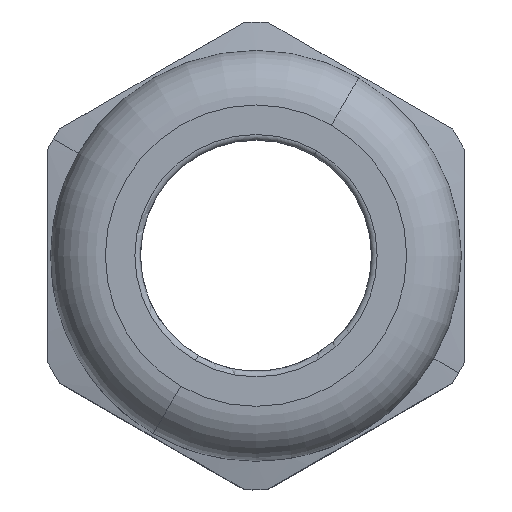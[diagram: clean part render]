
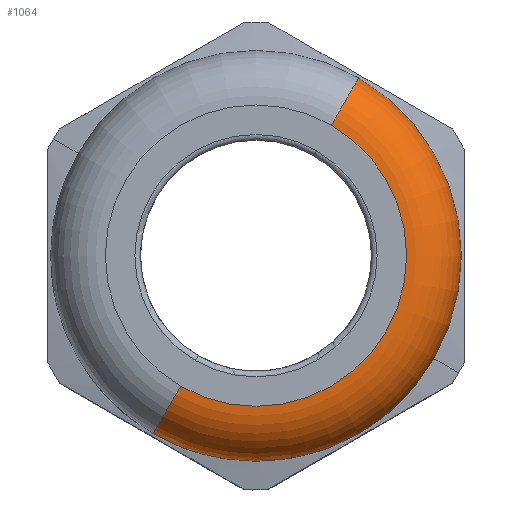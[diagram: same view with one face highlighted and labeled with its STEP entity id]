
A CAD part, top view. The second image highlights one B-rep face of the part: STEP entity #1064.
In plain terms, the highlighted toroidal (fillet/blend) face has major radius 7.96 mm and minor radius 2.89 mm.
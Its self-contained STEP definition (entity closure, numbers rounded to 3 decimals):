
#918=AXIS2_PLACEMENT_3D('Circle Axis2P3D',#916,#917,$) ;
#1028=AXIS2_PLACEMENT_3D('Torus Axis2P3D',#1025,#1026,#1027) ;
#1032=AXIS2_PLACEMENT_3D('Circle Axis2P3D',#1030,#1031,$) ;
#1039=AXIS2_PLACEMENT_3D('Circle Axis2P3D',#1037,#1038,$) ;
#1046=AXIS2_PLACEMENT_3D('Circle Axis2P3D',#1044,#1045,$) ;
#1053=AXIS2_PLACEMENT_3D('Circle Axis2P3D',#1051,#1052,$) ;
#868=CARTESIAN_POINT('Vertex',(20.396,6.935,28.58)) ;
#872=CARTESIAN_POINT('Control Point',(20.396,6.935,28.58)) ;
#873=CARTESIAN_POINT('Control Point',(18.692,3.983,28.58)) ;
#874=CARTESIAN_POINT('Control Point',(15.83,1.696,28.58)) ;
#875=CARTESIAN_POINT('Control Point',(12.149,0.709,28.58)) ;
#876=CARTESIAN_POINT('Control Point',(8.527,1.259,28.58)) ;
#877=CARTESIAN_POINT('Control Point',(5.575,2.964,28.58)) ;
#878=CARTESIAN_POINT('Vertex',(5.575,2.964,28.58)) ;
#913=CARTESIAN_POINT('Vertex',(16.425,21.756,28.58)) ;
#916=CARTESIAN_POINT('Axis2P3D Location',(11.,12.36,28.58)) ;
#1025=CARTESIAN_POINT('Axis2P3D Location',(11.,12.36,28.58)) ;
#1030=CARTESIAN_POINT('Axis2P3D Location',(14.98,19.254,28.58)) ;
#1034=CARTESIAN_POINT('Vertex',(14.98,19.254,31.47)) ;
#1037=CARTESIAN_POINT('Axis2P3D Location',(11.,12.36,31.47)) ;
#1041=CARTESIAN_POINT('Vertex',(17.894,8.38,31.47)) ;
#1044=CARTESIAN_POINT('Axis2P3D Location',(11.,12.36,31.47)) ;
#1048=CARTESIAN_POINT('Vertex',(7.02,5.466,31.47)) ;
#1051=CARTESIAN_POINT('Axis2P3D Location',(7.02,5.466,28.58)) ;
#917=DIRECTION('Axis2P3D Direction',(0.,0.,-1.)) ;
#1026=DIRECTION('Axis2P3D Direction',(0.,0.,-1.)) ;
#1027=DIRECTION('Axis2P3D XDirection',(0.5,0.866,0.)) ;
#1031=DIRECTION('Axis2P3D Direction',(-0.866,0.5,0.)) ;
#1038=DIRECTION('Axis2P3D Direction',(0.,0.,-1.)) ;
#1045=DIRECTION('Axis2P3D Direction',(0.,0.,-1.)) ;
#1052=DIRECTION('Axis2P3D Direction',(0.866,-0.5,0.)) ;
#1057=ORIENTED_EDGE('',*,*,#1036,.F.) ;
#1058=ORIENTED_EDGE('',*,*,#1043,.T.) ;
#1059=ORIENTED_EDGE('',*,*,#1050,.T.) ;
#1060=ORIENTED_EDGE('',*,*,#1055,.F.) ;
#1061=ORIENTED_EDGE('',*,*,#880,.F.) ;
#1062=ORIENTED_EDGE('',*,*,#920,.F.) ;
#1064=ADVANCED_FACE('65288_PG13_OT\\Volumenk\X2\00F6\X0\rper1',(#1063),#1029,.T.) ;
#871=B_SPLINE_CURVE_WITH_KNOTS('',5,(#872,#873,#874,#875,#876,#877),.UNSPECIFIED.,.F.,.U.,(6,6),(-17.043,0.),.UNSPECIFIED.) ;
#919=CIRCLE('generated circle',#918,10.85) ;
#1033=CIRCLE('generated circle',#1032,2.89) ;
#1040=CIRCLE('generated circle',#1039,7.96) ;
#1047=CIRCLE('generated circle',#1046,7.96) ;
#1054=CIRCLE('generated circle',#1053,2.89) ;
#1029=TOROIDAL_SURFACE('homeo Torus',#1028,7.96,2.89) ;
#880=EDGE_CURVE('',#869,#879,#871,.T.) ;
#920=EDGE_CURVE('',#914,#869,#919,.T.) ;
#1036=EDGE_CURVE('',#1035,#914,#1033,.T.) ;
#1043=EDGE_CURVE('',#1035,#1042,#1040,.T.) ;
#1050=EDGE_CURVE('',#1042,#1049,#1047,.T.) ;
#1055=EDGE_CURVE('',#879,#1049,#1054,.F.) ;
#1056=EDGE_LOOP('',(#1057,#1058,#1059,#1060,#1061,#1062)) ;
#1063=FACE_OUTER_BOUND('',#1056,.T.) ;
#869=VERTEX_POINT('',#868) ;
#879=VERTEX_POINT('',#878) ;
#914=VERTEX_POINT('',#913) ;
#1035=VERTEX_POINT('',#1034) ;
#1042=VERTEX_POINT('',#1041) ;
#1049=VERTEX_POINT('',#1048) ;
